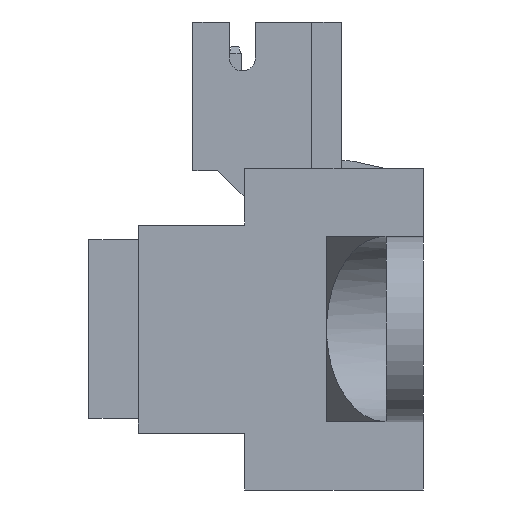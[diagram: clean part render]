
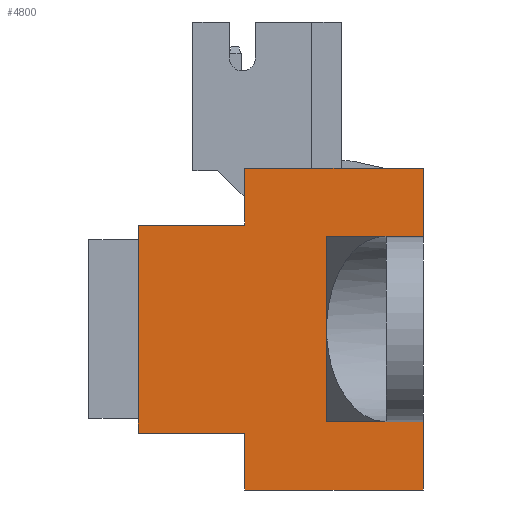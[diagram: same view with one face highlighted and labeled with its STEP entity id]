
A CAD part, left-side view. The second image highlights one B-rep face of the part: STEP entity #4800.
In plain terms, the highlighted planar face has unit normal (-1, 0, 0).
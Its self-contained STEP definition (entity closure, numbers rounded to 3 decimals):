
#35 = LINE ( 'NONE', #6173, #5003 ) ;
#53 = EDGE_CURVE ( 'NONE', #1205, #5224, #5451, .T. ) ;
#152 = CARTESIAN_POINT ( 'NONE',  ( -14.75, 0., -6.5 ) ) ;
#167 = VECTOR ( 'NONE', #6497, 1000. ) ;
#184 = DIRECTION ( 'NONE',  ( 0., -1., 0. ) ) ;
#230 = CARTESIAN_POINT ( 'NONE',  ( -14.75, 3.9, 0. ) ) ;
#290 = VERTEX_POINT ( 'NONE', #230 ) ;
#386 = ORIENTED_EDGE ( 'NONE', *, *, #4553, .T. ) ;
#415 = ORIENTED_EDGE ( 'NONE', *, *, #4349, .F. ) ;
#524 = CARTESIAN_POINT ( 'NONE',  ( -14.75, 7.2, -6.5 ) ) ;
#596 = CARTESIAN_POINT ( 'NONE',  ( -14.75, 1.5, -3.75 ) ) ;
#602 = LINE ( 'NONE', #3692, #2217 ) ;
#615 = CARTESIAN_POINT ( 'NONE',  ( -14.75, 0., -3.75 ) ) ;
#627 = DIRECTION ( 'NONE',  ( 0., 1., 0. ) ) ;
#647 = AXIS2_PLACEMENT_3D ( 'NONE', #5358, #4317, #5290 ) ;
#673 = EDGE_CURVE ( 'NONE', #4011, #3970, #5711, .T. ) ;
#688 = ORIENTED_EDGE ( 'NONE', *, *, #774, .F. ) ;
#774 = EDGE_CURVE ( 'NONE', #1745, #1205, #5070, .T. ) ;
#898 = EDGE_CURVE ( 'NONE', #2696, #4011, #1357, .T. ) ;
#1027 = EDGE_CURVE ( 'NONE', #1626, #5420, #2979, .T. ) ;
#1132 = ORIENTED_EDGE ( 'NONE', *, *, #3308, .T. ) ;
#1171 = CARTESIAN_POINT ( 'NONE',  ( -14.75, 11.5, 6.5 ) ) ;
#1180 = VERTEX_POINT ( 'NONE', #4033 ) ;
#1205 = VERTEX_POINT ( 'NONE', #4515 ) ;
#1223 = CARTESIAN_POINT ( 'NONE',  ( -14.75, 0., 6.5 ) ) ;
#1263 = VECTOR ( 'NONE', #184, 1000. ) ;
#1357 = LINE ( 'NONE', #3944, #2406 ) ;
#1367 = CARTESIAN_POINT ( 'NONE',  ( -14.75, 7.2, -4.2 ) ) ;
#1388 = DIRECTION ( 'NONE',  ( 0., 0., 1. ) ) ;
#1555 = EDGE_CURVE ( 'NONE', #3970, #290, #5219, .T. ) ;
#1583 = EDGE_CURVE ( 'NONE', #290, #3307, #35, .T. ) ;
#1626 = VERTEX_POINT ( 'NONE', #2651 ) ;
#1743 = LINE ( 'NONE', #3772, #1263 ) ;
#1745 = VERTEX_POINT ( 'NONE', #2763 ) ;
#1816 = ORIENTED_EDGE ( 'NONE', *, *, #1555, .T. ) ;
#1878 = VECTOR ( 'NONE', #4071, 1000. ) ;
#1924 = VECTOR ( 'NONE', #2732, 1000. ) ;
#1969 = VECTOR ( 'NONE', #627, 1000. ) ;
#1978 = CARTESIAN_POINT ( 'NONE',  ( -14.75, 7.2, 4.2 ) ) ;
#2054 = DIRECTION ( 'NONE',  ( 0., 0., 1. ) ) ;
#2122 = CARTESIAN_POINT ( 'NONE',  ( -14.75, 3.9, 0. ) ) ;
#2217 = VECTOR ( 'NONE', #6204, 1000. ) ;
#2221 = ORIENTED_EDGE ( 'NONE', *, *, #3586, .T. ) ;
#2274 = DIRECTION ( 'NONE',  ( 0., -1., 0. ) ) ;
#2278 = EDGE_CURVE ( 'NONE', #5224, #5420, #2980, .T. ) ;
#2381 = VERTEX_POINT ( 'NONE', #1223 ) ;
#2399 = ORIENTED_EDGE ( 'NONE', *, *, #1583, .T. ) ;
#2406 = VECTOR ( 'NONE', #1388, 1000. ) ;
#2549 = DIRECTION ( 'NONE',  ( 0., -1., 0. ) ) ;
#2651 = CARTESIAN_POINT ( 'NONE',  ( -14.75, 7.2, 4.2 ) ) ;
#2696 = VERTEX_POINT ( 'NONE', #152 ) ;
#2732 = DIRECTION ( 'NONE',  ( 0., 0., 1. ) ) ;
#2763 = CARTESIAN_POINT ( 'NONE',  ( -14.75, 7.2, -6.5 ) ) ;
#2979 = LINE ( 'NONE', #1978, #3268 ) ;
#2980 = LINE ( 'NONE', #5931, #167 ) ;
#2981 = VECTOR ( 'NONE', #2549, 1000. ) ;
#3032 = CARTESIAN_POINT ( 'NONE',  ( -14.75, 0., 3.75 ) ) ;
#3038 = ORIENTED_EDGE ( 'NONE', *, *, #673, .T. ) ;
#3134 = CARTESIAN_POINT ( 'NONE',  ( -14.75, 7.2, 4.2 ) ) ;
#3207 = VECTOR ( 'NONE', #5853, 1000. ) ;
#3218 = EDGE_CURVE ( 'NONE', #1180, #2381, #5266, .T. ) ;
#3264 = FACE_OUTER_BOUND ( 'NONE', #6231, .T. ) ;
#3268 = VECTOR ( 'NONE', #5437, 1000. ) ;
#3307 = VERTEX_POINT ( 'NONE', #4731 ) ;
#3308 = EDGE_CURVE ( 'NONE', #1745, #2696, #1743, .T. ) ;
#3455 = ORIENTED_EDGE ( 'NONE', *, *, #53, .F. ) ;
#3462 = LINE ( 'NONE', #5048, #2981 ) ;
#3586 = EDGE_CURVE ( 'NONE', #5732, #2381, #602, .T. ) ;
#3653 = ORIENTED_EDGE ( 'NONE', *, *, #898, .T. ) ;
#3692 = CARTESIAN_POINT ( 'NONE',  ( -14.75, 0., 6.5 ) ) ;
#3766 = PLANE ( 'NONE',  #647 ) ;
#3772 = CARTESIAN_POINT ( 'NONE',  ( -14.75, 11.5, -6.5 ) ) ;
#3944 = CARTESIAN_POINT ( 'NONE',  ( -14.75, 0., 6.5 ) ) ;
#3970 = VERTEX_POINT ( 'NONE', #5274 ) ;
#4011 = VERTEX_POINT ( 'NONE', #615 ) ;
#4033 = CARTESIAN_POINT ( 'NONE',  ( -14.75, 7.2, 6.5 ) ) ;
#4071 = DIRECTION ( 'NONE',  ( 0., 0., 1. ) ) ;
#4122 = LINE ( 'NONE', #3134, #1924 ) ;
#4132 = ORIENTED_EDGE ( 'NONE', *, *, #2278, .F. ) ;
#4153 = VECTOR ( 'NONE', #4221, 1000. ) ;
#4221 = DIRECTION ( 'NONE',  ( 0., 0., 1. ) ) ;
#4317 = DIRECTION ( 'NONE',  ( 1., 0., 0. ) ) ;
#4349 = EDGE_CURVE ( 'NONE', #1626, #1180, #4122, .T. ) ;
#4515 = CARTESIAN_POINT ( 'NONE',  ( -14.75, 7.2, -4.2 ) ) ;
#4553 = EDGE_CURVE ( 'NONE', #3307, #5732, #3462, .T. ) ;
#4731 = CARTESIAN_POINT ( 'NONE',  ( -14.75, 3.9, 3.75 ) ) ;
#4800 = ADVANCED_FACE ( 'NONE', ( #3264 ), #3766, .F. ) ;
#5003 = VECTOR ( 'NONE', #2054, 1000. ) ;
#5048 = CARTESIAN_POINT ( 'NONE',  ( -14.75, 1.5, 3.75 ) ) ;
#5070 = LINE ( 'NONE', #524, #1878 ) ;
#5219 = LINE ( 'NONE', #2122, #4153 ) ;
#5224 = VERTEX_POINT ( 'NONE', #6163 ) ;
#5266 = LINE ( 'NONE', #1171, #6343 ) ;
#5274 = CARTESIAN_POINT ( 'NONE',  ( -14.75, 3.9, -3.75 ) ) ;
#5290 = DIRECTION ( 'NONE',  ( 0., 0., -1. ) ) ;
#5358 = CARTESIAN_POINT ( 'NONE',  ( -14.75, 11.5, 6.5 ) ) ;
#5420 = VERTEX_POINT ( 'NONE', #5642 ) ;
#5437 = DIRECTION ( 'NONE',  ( 0., 1., 0. ) ) ;
#5451 = LINE ( 'NONE', #1367, #3207 ) ;
#5642 = CARTESIAN_POINT ( 'NONE',  ( -14.75, 11.5, 4.2 ) ) ;
#5711 = LINE ( 'NONE', #596, #1969 ) ;
#5732 = VERTEX_POINT ( 'NONE', #3032 ) ;
#5845 = ORIENTED_EDGE ( 'NONE', *, *, #1027, .T. ) ;
#5853 = DIRECTION ( 'NONE',  ( 0., 1., 0. ) ) ;
#5931 = CARTESIAN_POINT ( 'NONE',  ( -14.75, 11.5, 6.5 ) ) ;
#6082 = ORIENTED_EDGE ( 'NONE', *, *, #3218, .F. ) ;
#6163 = CARTESIAN_POINT ( 'NONE',  ( -14.75, 11.5, -4.2 ) ) ;
#6173 = CARTESIAN_POINT ( 'NONE',  ( -14.75, 3.9, 0. ) ) ;
#6204 = DIRECTION ( 'NONE',  ( 0., 0., 1. ) ) ;
#6231 = EDGE_LOOP ( 'NONE', ( #415, #5845, #4132, #3455, #688, #1132, #3653, #3038, #1816, #2399, #386, #2221, #6082 ) ) ;
#6343 = VECTOR ( 'NONE', #2274, 1000. ) ;
#6497 = DIRECTION ( 'NONE',  ( 0., 0., 1. ) ) ;
